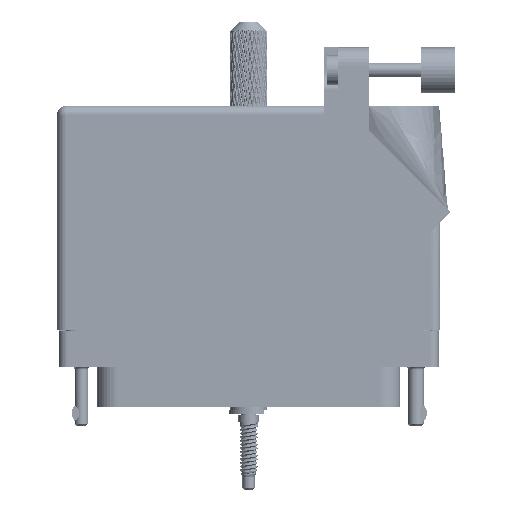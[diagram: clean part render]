
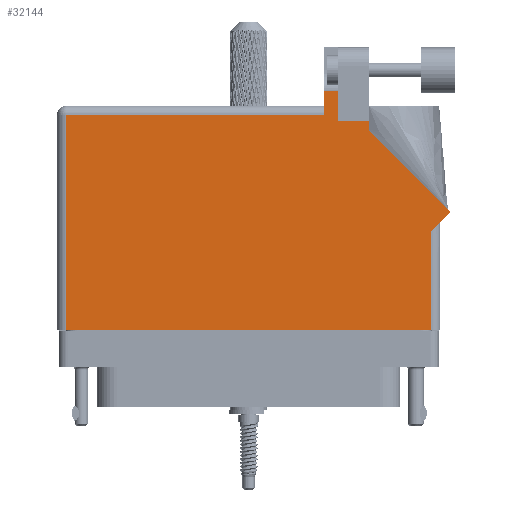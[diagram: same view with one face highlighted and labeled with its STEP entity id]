
A CAD part, front view. The second image highlights one B-rep face of the part: STEP entity #32144.
In plain terms, the highlighted face is planar.
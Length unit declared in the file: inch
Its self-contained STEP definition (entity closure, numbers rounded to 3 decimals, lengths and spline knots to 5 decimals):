
#83 = DIRECTION ( 'NONE',  ( 0., 0., -1. ) ) ;
#6820 = LINE ( 'NONE', #81304, #63470 ) ;
#7249 = VERTEX_POINT ( 'NONE', #105452 ) ;
#8411 = ORIENTED_EDGE ( 'NONE', *, *, #125508, .T. ) ;
#11020 = DIRECTION ( 'NONE',  ( -1., 0., 0. ) ) ;
#12895 = VECTOR ( 'NONE', #48960, 39.37008 ) ;
#13133 = CARTESIAN_POINT ( 'NONE',  ( -1.306, -0.1, 0.455 ) ) ;
#14527 = VECTOR ( 'NONE', #26067, 39.37008 ) ;
#15508 = VERTEX_POINT ( 'NONE', #47262 ) ;
#15876 = DIRECTION ( 'NONE',  ( 0., 1., 0. ) ) ;
#16563 = ORIENTED_EDGE ( 'NONE', *, *, #77401, .T. ) ;
#17625 = EDGE_CURVE ( 'NONE', #114380, #43960, #20513, .T. ) ;
#17679 = VECTOR ( 'NONE', #80089, 39.37008 ) ;
#18056 = VECTOR ( 'NONE', #124527, 39.37008 ) ;
#18238 = VERTEX_POINT ( 'NONE', #119069 ) ;
#18552 = CARTESIAN_POINT ( 'NONE',  ( 1.37671, 0.70771, 0.455 ) ) ;
#18589 = CARTESIAN_POINT ( 'NONE',  ( 0.607, 1.33, 0.455 ) ) ;
#20513 = LINE ( 'NONE', #18552, #12895 ) ;
#23984 = ORIENTED_EDGE ( 'NONE', *, *, #32400, .T. ) ;
#25636 = CARTESIAN_POINT ( 'NONE',  ( -1.306, 1.368, 0.455 ) ) ;
#26067 = DIRECTION ( 'NONE',  ( -1., 0., 0. ) ) ;
#26528 = EDGE_CURVE ( 'NONE', #7249, #18238, #120887, .T. ) ;
#32080 = VECTOR ( 'NONE', #15876, 39.37008 ) ;
#32144 = ADVANCED_FACE ( 'NONE', ( #98701 ), #68268, .F. ) ;
#32400 = EDGE_CURVE ( 'NONE', #70272, #83909, #32484, .T. ) ;
#32484 = LINE ( 'NONE', #89569, #64734 ) ;
#32740 = VERTEX_POINT ( 'NONE', #50289 ) ;
#35264 = ORIENTED_EDGE ( 'NONE', *, *, #17625, .T. ) ;
#40100 = CARTESIAN_POINT ( 'NONE',  ( 0.513, 1.43, 0.455 ) ) ;
#40683 = EDGE_CURVE ( 'NONE', #42343, #107963, #114426, .T. ) ;
#40908 = CARTESIAN_POINT ( 'NONE',  ( 1.244, 0.637, 0.455 ) ) ;
#42292 = VERTEX_POINT ( 'NONE', #75369 ) ;
#42343 = VERTEX_POINT ( 'NONE', #55865 ) ;
#42923 = ORIENTED_EDGE ( 'NONE', *, *, #97387, .T. ) ;
#43960 = VERTEX_POINT ( 'NONE', #58357 ) ;
#45676 = VECTOR ( 'NONE', #97156, 39.37008 ) ;
#47262 = CARTESIAN_POINT ( 'NONE',  ( 0.607, 1.5315, 0.455 ) ) ;
#48551 = EDGE_LOOP ( 'NONE', ( #8411, #42923, #93257, #16563, #49766, #87051, #124677, #50093, #35264, #60255, #23984 ) ) ;
#48960 = DIRECTION ( 'NONE',  ( -0.707, 0.707, 0. ) ) ;
#49766 = ORIENTED_EDGE ( 'NONE', *, *, #26528, .T. ) ;
#50093 = ORIENTED_EDGE ( 'NONE', *, *, #116680, .T. ) ;
#50289 = CARTESIAN_POINT ( 'NONE',  ( 1.244, 0.575, 0.455 ) ) ;
#51210 = EDGE_CURVE ( 'NONE', #42292, #32740, #92521, .T. ) ;
#52032 = LINE ( 'NONE', #124062, #32080 ) ;
#54661 = EDGE_CURVE ( 'NONE', #18238, #42292, #75162, .T. ) ;
#55865 = CARTESIAN_POINT ( 'NONE',  ( 0.513, 1.5315, 0.455 ) ) ;
#56864 = EDGE_CURVE ( 'NONE', #43960, #70272, #52032, .T. ) ;
#58357 = CARTESIAN_POINT ( 'NONE',  ( 0.82, 1.26442, 0.455 ) ) ;
#59247 = DIRECTION ( 'NONE',  ( -1., 0., 0. ) ) ;
#60255 = ORIENTED_EDGE ( 'NONE', *, *, #56864, .T. ) ;
#61518 = DIRECTION ( 'NONE',  ( 0.707, 0.707, 0. ) ) ;
#63325 = CARTESIAN_POINT ( 'NONE',  ( 1.37671, 0.70771, 0.455 ) ) ;
#63383 = AXIS2_PLACEMENT_3D ( 'NONE', #117681, #83, #59247 ) ;
#63470 = VECTOR ( 'NONE', #61518, 39.37008 ) ;
#64734 = VECTOR ( 'NONE', #11020, 39.37008 ) ;
#66759 = LINE ( 'NONE', #25636, #14527 ) ;
#68268 = PLANE ( 'NONE',  #63383 ) ;
#70272 = VERTEX_POINT ( 'NONE', #113896 ) ;
#71889 = LINE ( 'NONE', #18589, #45676 ) ;
#75162 = LINE ( 'NONE', #13133, #116659 ) ;
#75369 = CARTESIAN_POINT ( 'NONE',  ( 1.244, -0.1, 0.455 ) ) ;
#77401 = EDGE_CURVE ( 'NONE', #107963, #7249, #66759, .T. ) ;
#80089 = DIRECTION ( 'NONE',  ( 0., -1., 0. ) ) ;
#80758 = LINE ( 'NONE', #86332, #126818 ) ;
#81304 = CARTESIAN_POINT ( 'NONE',  ( 1.306, 0.637, 0.455 ) ) ;
#82251 = DIRECTION ( 'NONE',  ( 1., 0., 0. ) ) ;
#83909 = VERTEX_POINT ( 'NONE', #95163 ) ;
#86332 = CARTESIAN_POINT ( 'NONE',  ( 0.93777, 1.5315, 0.455 ) ) ;
#87051 = ORIENTED_EDGE ( 'NONE', *, *, #54661, .T. ) ;
#87183 = DIRECTION ( 'NONE',  ( -1., 0., 0. ) ) ;
#88897 = CARTESIAN_POINT ( 'NONE',  ( 0.513, 1.368, 0.455 ) ) ;
#89569 = CARTESIAN_POINT ( 'NONE',  ( 0.82, 1.33, 0.455 ) ) ;
#92521 = LINE ( 'NONE', #40908, #115653 ) ;
#93257 = ORIENTED_EDGE ( 'NONE', *, *, #40683, .T. ) ;
#95163 = CARTESIAN_POINT ( 'NONE',  ( 0.607, 1.33, 0.455 ) ) ;
#97156 = DIRECTION ( 'NONE',  ( 0., 1., 0. ) ) ;
#97387 = EDGE_CURVE ( 'NONE', #15508, #42343, #80758, .T. ) ;
#98701 = FACE_OUTER_BOUND ( 'NONE', #48551, .T. ) ;
#100277 = DIRECTION ( 'NONE',  ( 0., 1., 0. ) ) ;
#105452 = CARTESIAN_POINT ( 'NONE',  ( -1.244, 1.368, 0.455 ) ) ;
#107963 = VERTEX_POINT ( 'NONE', #88897 ) ;
#113896 = CARTESIAN_POINT ( 'NONE',  ( 0.82, 1.33, 0.455 ) ) ;
#114380 = VERTEX_POINT ( 'NONE', #63325 ) ;
#114426 = LINE ( 'NONE', #40100, #17679 ) ;
#114701 = CARTESIAN_POINT ( 'NONE',  ( -1.244, -0.1, 0.455 ) ) ;
#115653 = VECTOR ( 'NONE', #100277, 39.37008 ) ;
#116659 = VECTOR ( 'NONE', #82251, 39.37008 ) ;
#116680 = EDGE_CURVE ( 'NONE', #32740, #114380, #6820, .T. ) ;
#117681 = CARTESIAN_POINT ( 'NONE',  ( -1.306, 1.43, 0.455 ) ) ;
#119069 = CARTESIAN_POINT ( 'NONE',  ( -1.244, -0.1, 0.455 ) ) ;
#120887 = LINE ( 'NONE', #114701, #18056 ) ;
#124062 = CARTESIAN_POINT ( 'NONE',  ( 0.82, 1.26442, 0.455 ) ) ;
#124527 = DIRECTION ( 'NONE',  ( 0., -1., 0. ) ) ;
#124677 = ORIENTED_EDGE ( 'NONE', *, *, #51210, .T. ) ;
#125508 = EDGE_CURVE ( 'NONE', #83909, #15508, #71889, .T. ) ;
#126818 = VECTOR ( 'NONE', #87183, 39.37008 ) ;
